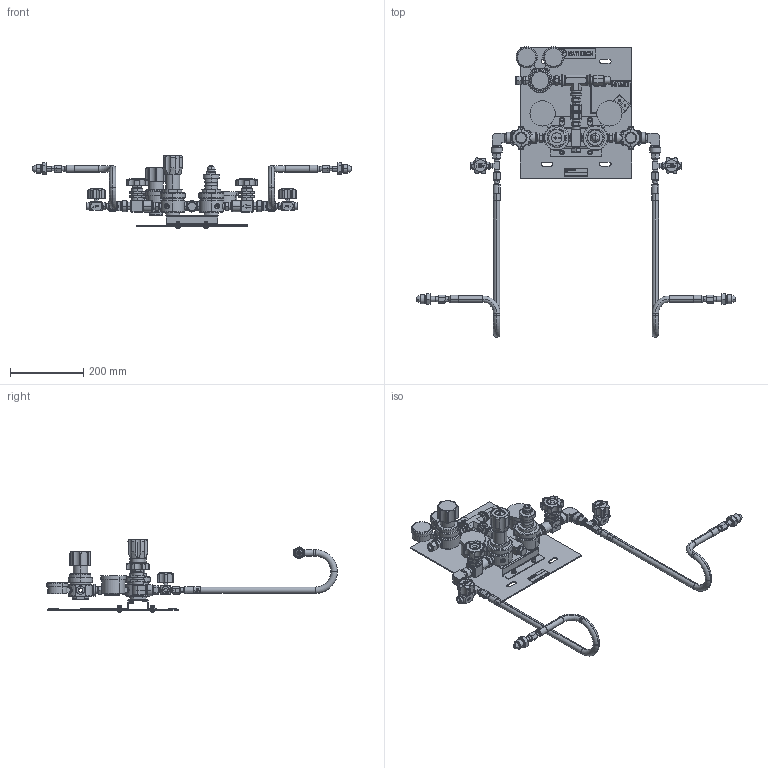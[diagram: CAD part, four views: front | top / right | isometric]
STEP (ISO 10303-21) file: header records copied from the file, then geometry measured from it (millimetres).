
FILE_DESCRIPTION((''),'2;1');
FILE_NAME('MNUM-0106-XX_ASM','2020-07-27T09:14:16',('DLachman'),('MATHESON TRI-GAS'),'CREO PARAMETRIC BY PTC INC, 2018260','CREO PARAMETRIC BY PTC INC, 2018260','');
FILE_SCHEMA(('CONFIG_CONTROL_DESIGN'));
Length unit declared in the file: inch
Products named in the file (59): MPLA-0947-UE; S-0420-2; MPLA-0947-UE_ASM; BRACKET; REGRIGHT; 12CROSSDWG; NEWREG; HANDLE-100; REG-ARROW; KNOB_ASM; HEXAGON_DOMED_CAP_NUT_-_IS_7790; HELICAL_SPRING_LOCK_WASHER_-_AS; HEXAGON_SOCKET_HEAD_CAP_S-12992; NIPPLE3; PLUG; MSRS-1128-BO_1_ASM; MPLU-0074-SA; MSRS-1128-SA_ASM; MCPL-0014-SA; MNIP-0097-SA; MIPS-0105-SA; MTEE-0076-SA; MREG-0490-XX; MGAG-0095-SA; MGAG-0083-SA; MCON-0154-SA; MWAS-0071-SZ; MSCR-0288-SZ; MLBL-0056-QE; MLBL-0206-QE; MLBL-0203-QE; MLBL-0179-NEW; MLBL-0832-QX-BLANK; MVLV-1688-SA; MVLV-1752-SA; MVLV-1752-SA-HANDLE; MVLV-1752-SA-NUT; MVLV-1752-SA-TOP; MVLV-1752-SA_ASM; MELB-0139-SA ...
Assembly tree (87 placements, depth 5):
  MNUM-0106-XX_ASM
    MPLA-0947-UE_ASM
      MPLA-0947-UE
      S-0420-2  x4
    MSRS-1128-SA_ASM
      MSRS-1128-BO_1_ASM
        BRACKET
        REGRIGHT
        12CROSSDWG
        NEWREG
        KNOB_ASM
          HANDLE-100
          REG-ARROW
        HEXAGON_DOMED_CAP_NUT_-_IS_7790
        HELICAL_SPRING_LOCK_WASHER_-_AS  x4
        HEXAGON_SOCKET_HEAD_CAP_S-12992
        NIPPLE3
        PLUG
      MPLU-0074-SA  x2
    MCPL-0014-SA
    MNIP-0097-SA  x4
    MIPS-0105-SA  x2
    MTEE-0076-SA
    MREG-0490-XX
    MGAG-0095-SA
    MGAG-0083-SA
    MCON-0154-SA
    MWAS-0071-SZ  x4
    MSCR-0288-SZ  x4
    MLBL-0056-QE
    MLBL-0206-QE
    MLBL-0203-QE
    MLBL-0179-NEW
    MLBL-0832-QX-BLANK
    MVLV-1688-SA
    MVLV-1752-SA_ASM  x2
      MVLV-1752-SA
      MVLV-1752-SA-HANDLE
      MVLV-1752-SA-NUT
      MVLV-1752-SA-TOP
    MELB-0139-SA  x2
    MBUS-0237-SA  x2
    MTEE-0048-SA  x2
    MVLV-0807-SA_ASM  x2
      MVLV-0807-SA
      MVLV-0807-SA-HANDLE
    MHSE-0205-SA_ASM
      MHSE-0205-END  x2
      MHSE-0205-FLEX_ASM
        MHSE-0205-FLEX001
      MHSE-0205-LABEL
    MHSE-0205-SA_AF11_ASM
      MHSE-0205-END  x2
      MHSE-0205-FLEX_AF2_ASM
        MHSE-0205-FLEX001_AF2
      MHSE-0205-LABEL
    MCNN-0753-SA_ASM  x2
      MNIP-0264-SA_1
      MNUT-0219-SA
    MLBL-2215-XX  x2
Bounding box: 869.67 x 791.1 x 197.56 mm (x, y, z)
Volume: 2507601.3 mm3; surface area: 895852.2 mm2
Topology: 87 solids, 87 shells, 3659 faces, 9233 edges, 5917 vertices
Faces by surface type: plane 1745, cylinder 862, cone 676, torus 96, bspline 96, sphere 94, extrusion 90
Entity records: 87849 total; most frequent: CARTESIAN_POINT 21776, DIRECTION 13515, ORIENTED_EDGE 13458, EDGE_CURVE 6729, AXIS2_PLACEMENT_3D 4758, VERTEX_POINT 4350, VECTOR 3999, LINE 3918
